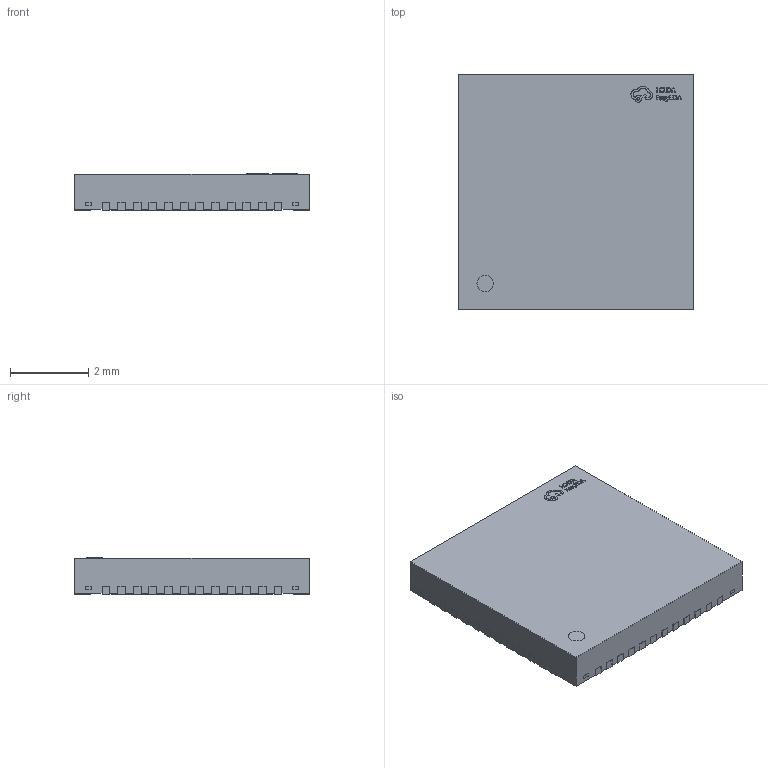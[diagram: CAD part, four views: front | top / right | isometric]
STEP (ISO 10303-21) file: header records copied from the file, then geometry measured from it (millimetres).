
FILE_DESCRIPTION (( 'STEP AP214' ), '1' );
FILE_NAME ('QFN-48_L6.0-W6.0-P0.40-BL-EP3.8.STEP', '2023-02-01T01:50:26', ( '' ), ( '' ), 'SwSTEP 2.0', 'SolidWorks 2020', '' );
FILE_SCHEMA (( 'AUTOMOTIVE_DESIGN' ));
Length unit declared in the file: millimetre
Products named in the file (1): QFN-48_L6.0-W6.0-P0.40-BL-EP3.8
Bounding box: 6.02 x 6.02 x 0.92 mm (x, y, z)
Volume: 32.8 mm3; surface area: 95.4 mm2
Topology: 1 solids, 1 shells, 584 faces, 1659 edges, 1106 vertices
Faces by surface type: plane 419, bspline 98, cylinder 67
Entity records: 25767 total; most frequent: CARTESIAN_POINT 4656, ORIENTED_EDGE 3318, DIRECTION 2567, EDGE_CURVE 1659, LINE 1325, VECTOR 1325, VERTEX_POINT 1106, AXIS2_PLACEMENT_3D 621
